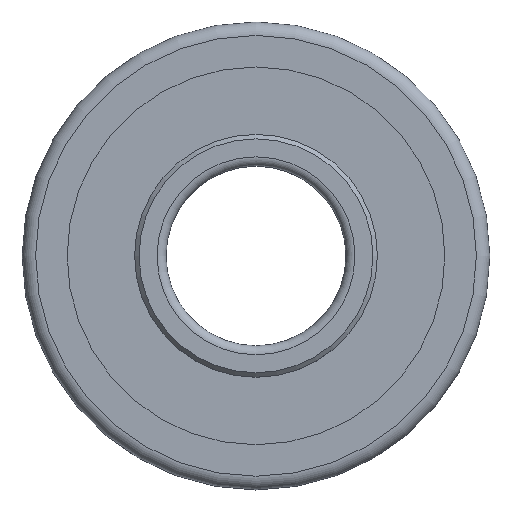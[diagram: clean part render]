
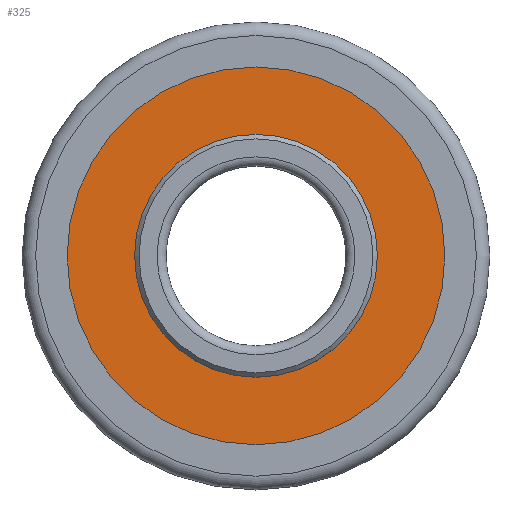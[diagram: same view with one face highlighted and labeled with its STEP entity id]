
A CAD part, top view. The second image highlights one B-rep face of the part: STEP entity #325.
In plain terms, the highlighted planar face has unit normal (0, 0, 1).
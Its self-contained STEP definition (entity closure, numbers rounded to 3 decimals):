
#23=FACE_BOUND('',#68,.T.);
#29=PLANE('',#383);
#43=FACE_OUTER_BOUND('',#67,.T.);
#67=EDGE_LOOP('',(#251));
#68=EDGE_LOOP('',(#252));
#118=CIRCLE('',#379,13.5);
#119=CIRCLE('',#381,21.);
#154=VERTEX_POINT('',#583);
#155=VERTEX_POINT('',#587);
#189=EDGE_CURVE('',#154,#154,#118,.T.);
#190=EDGE_CURVE('',#155,#155,#119,.T.);
#251=ORIENTED_EDGE('',*,*,#190,.F.);
#252=ORIENTED_EDGE('',*,*,#189,.T.);
#325=ADVANCED_FACE('',(#43,#23),#29,.F.);
#379=AXIS2_PLACEMENT_3D('',#585,#464,#465);
#381=AXIS2_PLACEMENT_3D('',#588,#468,#469);
#383=AXIS2_PLACEMENT_3D('',#592,#473,#474);
#464=DIRECTION('center_axis',(0.,0.,
-1.));
#465=DIRECTION('ref_axis',(1.,0.,0.));
#468=DIRECTION('center_axis',(0.,0.,
-1.));
#469=DIRECTION('ref_axis',(1.,0.,0.));
#473=DIRECTION('center_axis',(0.,0.,
-1.));
#474=DIRECTION('ref_axis',(1.,0.,0.));
#583=CARTESIAN_POINT('',(-13.5,0.,9.25));
#585=CARTESIAN_POINT('Origin',(0.,0.,9.25));
#587=CARTESIAN_POINT('',(-21.,0.,9.25));
#588=CARTESIAN_POINT('Origin',(0.,0.,9.25));
#592=CARTESIAN_POINT('Origin',(0.,0.,9.25));
